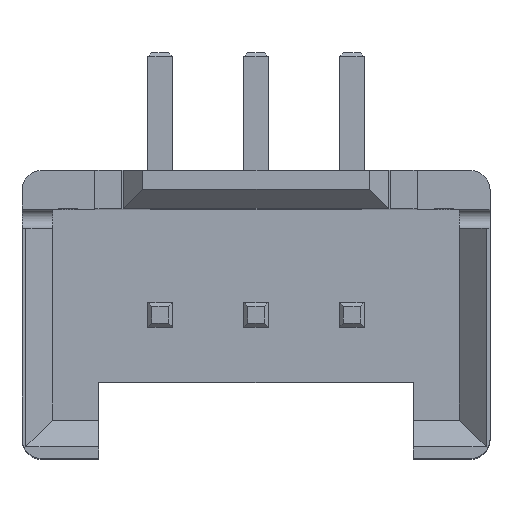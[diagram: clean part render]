
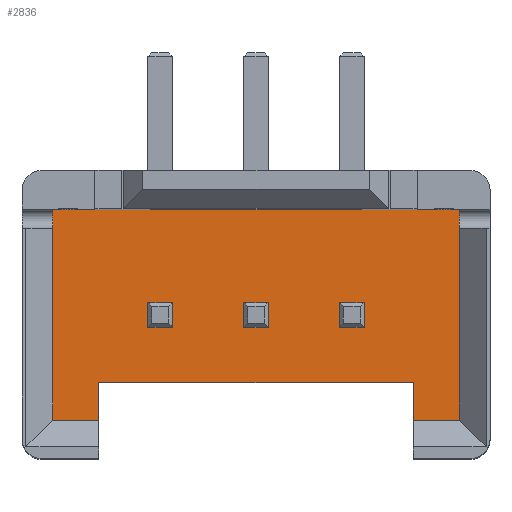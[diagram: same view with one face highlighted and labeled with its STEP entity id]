
A CAD part, top view. The second image highlights one B-rep face of the part: STEP entity #2836.
In plain terms, the highlighted planar face has unit normal (0, 0, 1).
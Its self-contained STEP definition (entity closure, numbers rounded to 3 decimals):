
#25=FACE_BOUND('',#419,.T.);
#26=FACE_BOUND('',#420,.T.);
#27=FACE_BOUND('',#421,.T.);
#261=FACE_OUTER_BOUND('',#418,.T.);
#418=EDGE_LOOP('',(#2482,#2483,#2484,#2485,#2486,#2487,#2488,#2489));
#419=EDGE_LOOP('',(#2490,#2491,#2492,#2493));
#420=EDGE_LOOP('',(#2494,#2495,#2496,#2497));
#421=EDGE_LOOP('',(#2498,#2499,#2500,#2501));
#629=LINE('',#4143,#993);
#710=LINE('',#4321,#1074);
#714=LINE('',#4328,#1078);
#716=LINE('',#4332,#1080);
#717=LINE('',#4335,#1081);
#726=LINE('',#4360,#1090);
#727=LINE('',#4363,#1091);
#736=LINE('',#4381,#1100);
#756=LINE('',#4422,#1120);
#759=LINE('',#4429,#1123);
#761=LINE('',#4433,#1125);
#763=LINE('',#4436,#1127);
#764=LINE('',#4440,#1128);
#765=LINE('',#4442,#1129);
#766=LINE('',#4444,#1130);
#767=LINE('',#4445,#1131);
#768=LINE('',#4448,#1132);
#769=LINE('',#4450,#1133);
#770=LINE('',#4452,#1134);
#771=LINE('',#4453,#1135);
#993=VECTOR('',#3366,1.);
#1074=VECTOR('',#3535,1.);
#1078=VECTOR('',#3541,1.);
#1080=VECTOR('',#3545,1.);
#1081=VECTOR('',#3548,1.);
#1090=VECTOR('',#3573,1.);
#1091=VECTOR('',#3576,1.);
#1100=VECTOR('',#3591,1.);
#1120=VECTOR('',#3643,1.);
#1123=VECTOR('',#3652,1.);
#1125=VECTOR('',#3656,1.);
#1127=VECTOR('',#3660,1.);
#1128=VECTOR('',#3663,1.);
#1129=VECTOR('',#3664,1.);
#1130=VECTOR('',#3665,1.);
#1131=VECTOR('',#3666,1.);
#1132=VECTOR('',#3667,1.);
#1133=VECTOR('',#3668,1.);
#1134=VECTOR('',#3669,1.);
#1135=VECTOR('',#3670,1.);
#1297=VERTEX_POINT('',#4112);
#1312=VERTEX_POINT('',#4141);
#1364=VERTEX_POINT('',#4318);
#1365=VERTEX_POINT('',#4320);
#1366=VERTEX_POINT('',#4324);
#1367=VERTEX_POINT('',#4326);
#1368=VERTEX_POINT('',#4330);
#1369=VERTEX_POINT('',#4334);
#1378=VERTEX_POINT('',#4362);
#1384=VERTEX_POINT('',#4380);
#1390=VERTEX_POINT('',#4428);
#1391=VERTEX_POINT('',#4432);
#1392=VERTEX_POINT('',#4438);
#1393=VERTEX_POINT('',#4439);
#1394=VERTEX_POINT('',#4441);
#1395=VERTEX_POINT('',#4443);
#1396=VERTEX_POINT('',#4446);
#1397=VERTEX_POINT('',#4447);
#1398=VERTEX_POINT('',#4449);
#1399=VERTEX_POINT('',#4451);
#1615=EDGE_CURVE('',#1312,#1297,#629,.T.);
#1703=EDGE_CURVE('',#1365,#1364,#710,.T.);
#1707=EDGE_CURVE('',#1366,#1367,#714,.T.);
#1709=EDGE_CURVE('',#1368,#1366,#716,.T.);
#1710=EDGE_CURVE('',#1368,#1369,#717,.T.);
#1723=EDGE_CURVE('',#1369,#1367,#726,.T.);
#1724=EDGE_CURVE('',#1378,#1365,#727,.T.);
#1733=EDGE_CURVE('',#1384,#1378,#736,.T.);
#1754=EDGE_CURVE('',#1297,#1364,#756,.T.);
#1757=EDGE_CURVE('',#1390,#1384,#759,.T.);
#1759=EDGE_CURVE('',#1391,#1390,#761,.T.);
#1761=EDGE_CURVE('',#1391,#1312,#763,.T.);
#1762=EDGE_CURVE('',#1392,#1393,#764,.T.);
#1763=EDGE_CURVE('',#1392,#1394,#765,.T.);
#1764=EDGE_CURVE('',#1394,#1395,#766,.T.);
#1765=EDGE_CURVE('',#1393,#1395,#767,.T.);
#1766=EDGE_CURVE('',#1396,#1397,#768,.T.);
#1767=EDGE_CURVE('',#1396,#1398,#769,.T.);
#1768=EDGE_CURVE('',#1398,#1399,#770,.T.);
#1769=EDGE_CURVE('',#1397,#1399,#771,.T.);
#2482=ORIENTED_EDGE('',*,*,#1733,.T.);
#2483=ORIENTED_EDGE('',*,*,#1724,.T.);
#2484=ORIENTED_EDGE('',*,*,#1703,.T.);
#2485=ORIENTED_EDGE('',*,*,#1754,.F.);
#2486=ORIENTED_EDGE('',*,*,#1615,.F.);
#2487=ORIENTED_EDGE('',*,*,#1761,.F.);
#2488=ORIENTED_EDGE('',*,*,#1759,.T.);
#2489=ORIENTED_EDGE('',*,*,#1757,.T.);
#2490=ORIENTED_EDGE('',*,*,#1762,.F.);
#2491=ORIENTED_EDGE('',*,*,#1763,.T.);
#2492=ORIENTED_EDGE('',*,*,#1764,.T.);
#2493=ORIENTED_EDGE('',*,*,#1765,.F.);
#2494=ORIENTED_EDGE('',*,*,#1766,.F.);
#2495=ORIENTED_EDGE('',*,*,#1767,.T.);
#2496=ORIENTED_EDGE('',*,*,#1768,.T.);
#2497=ORIENTED_EDGE('',*,*,#1769,.F.);
#2498=ORIENTED_EDGE('',*,*,#1723,.F.);
#2499=ORIENTED_EDGE('',*,*,#1710,.F.);
#2500=ORIENTED_EDGE('',*,*,#1709,.T.);
#2501=ORIENTED_EDGE('',*,*,#1707,.T.);
#2690=PLANE('',#3018);
#2836=ADVANCED_FACE('',(#261,#25,#26,#27),#2690,.T.);
#3018=AXIS2_PLACEMENT_3D('',#4437,#3661,#3662);
#3366=DIRECTION('',(-1.,0.,0.));
#3535=DIRECTION('',(1.,0.,0.));
#3541=DIRECTION('',(0.,1.,0.));
#3545=DIRECTION('',(-1.,0.,0.));
#3548=DIRECTION('',(0.,1.,0.));
#3573=DIRECTION('',(-1.,0.,0.));
#3576=DIRECTION('',(0.,-1.,0.));
#3591=DIRECTION('',(-1.,0.,0.));
#3643=DIRECTION('',(0.,-1.,0.));
#3652=DIRECTION('',(0.,1.,0.));
#3656=DIRECTION('',(1.,0.,0.));
#3660=DIRECTION('',(0.,1.,0.));
#3661=DIRECTION('center_axis',(0.,0.,1.));
#3662=DIRECTION('ref_axis',(1.,0.,0.));
#3663=DIRECTION('',(0.,1.,0.));
#3664=DIRECTION('',(-1.,0.,0.));
#3665=DIRECTION('',(0.,1.,0.));
#3666=DIRECTION('',(-1.,0.,0.));
#3667=DIRECTION('',(0.,1.,0.));
#3668=DIRECTION('',(-1.,0.,0.));
#3669=DIRECTION('',(0.,1.,0.));
#3670=DIRECTION('',(-1.,0.,0.));
#4112=CARTESIAN_POINT('',(-0.35,-5.5,3.));
#4141=CARTESIAN_POINT('',(7.85,-5.5,3.));
#4143=CARTESIAN_POINT('',(5.8,-5.5,3.));
#4318=CARTESIAN_POINT('',(-0.35,-6.5,3.));
#4320=CARTESIAN_POINT('',(-1.55,-6.5,3.));
#4321=CARTESIAN_POINT('',(-1.55,-6.5,3.));
#4324=CARTESIAN_POINT('',(0.93,-4.07,3.));
#4326=CARTESIAN_POINT('',(0.93,-3.43,3.));
#4328=CARTESIAN_POINT('',(0.93,-3.91,3.));
#4330=CARTESIAN_POINT('',(1.57,-4.07,3.));
#4332=CARTESIAN_POINT('',(2.34,-4.07,3.));
#4334=CARTESIAN_POINT('',(1.57,-3.43,3.));
#4335=CARTESIAN_POINT('',(1.57,-3.91,3.));
#4360=CARTESIAN_POINT('',(2.34,-3.43,3.));
#4362=CARTESIAN_POINT('',(-1.55,-1.,3.));
#4363=CARTESIAN_POINT('',(-1.55,-1.,3.));
#4380=CARTESIAN_POINT('',(9.05,-1.,3.));
#4381=CARTESIAN_POINT('',(9.05,-1.,3.));
#4422=CARTESIAN_POINT('',(-0.35,-4.625,3.));
#4428=CARTESIAN_POINT('',(9.05,-6.5,3.));
#4429=CARTESIAN_POINT('',(9.05,-6.5,3.));
#4432=CARTESIAN_POINT('',(7.85,-6.5,3.));
#4433=CARTESIAN_POINT('',(-1.55,-6.5,3.));
#4436=CARTESIAN_POINT('',(7.85,-5.625,3.));
#4437=CARTESIAN_POINT('Origin',(3.75,-3.75,3.));
#4438=CARTESIAN_POINT('',(6.57,-4.07,3.));
#4439=CARTESIAN_POINT('',(6.57,-3.43,3.));
#4440=CARTESIAN_POINT('',(6.57,-3.91,3.));
#4441=CARTESIAN_POINT('',(5.93,-4.07,3.));
#4442=CARTESIAN_POINT('',(7.34,-4.07,3.));
#4443=CARTESIAN_POINT('',(5.93,-3.43,3.));
#4444=CARTESIAN_POINT('',(5.93,-3.91,3.));
#4445=CARTESIAN_POINT('',(7.34,-3.43,3.));
#4446=CARTESIAN_POINT('',(4.07,-4.07,3.));
#4447=CARTESIAN_POINT('',(4.07,-3.43,3.));
#4448=CARTESIAN_POINT('',(4.07,-3.91,3.));
#4449=CARTESIAN_POINT('',(3.43,-4.07,3.));
#4450=CARTESIAN_POINT('',(4.84,-4.07,3.));
#4451=CARTESIAN_POINT('',(3.43,-3.43,3.));
#4452=CARTESIAN_POINT('',(3.43,-3.91,3.));
#4453=CARTESIAN_POINT('',(4.84,-3.43,3.));
